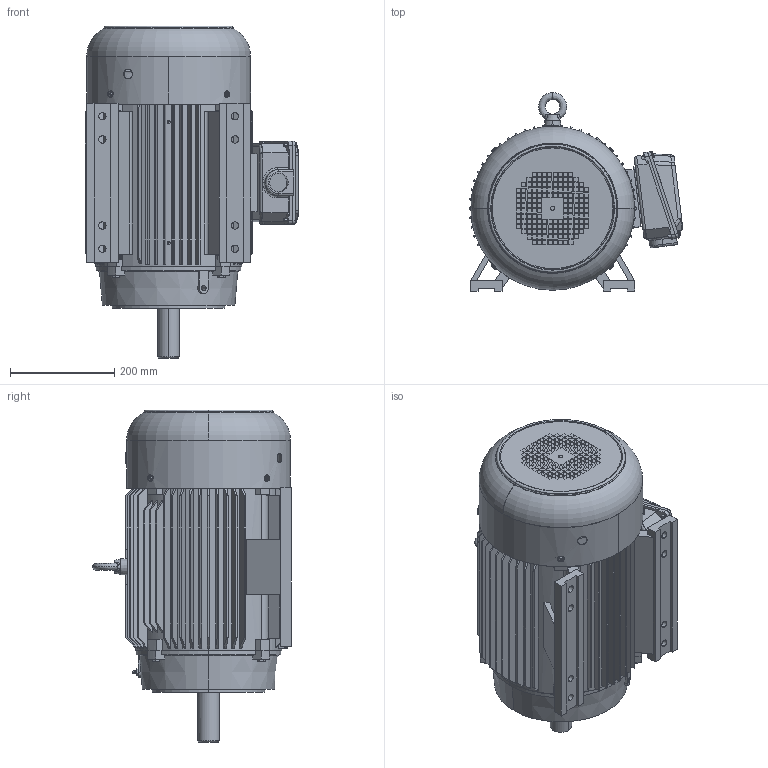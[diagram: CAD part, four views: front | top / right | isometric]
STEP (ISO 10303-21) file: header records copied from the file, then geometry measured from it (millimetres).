
FILE_DESCRIPTION (( 'STEP AP214' ), '1' );
FILE_NAME ('PEWWE-256TC.STEP', '2018-07-17T22:00:21', ( '' ), ( '' ), 'SwSTEP 2.0', 'SolidWorks 2017', '' );
FILE_SCHEMA (( 'AUTOMOTIVE_DESIGN' ));
Length unit declared in the file: inch
Products named in the file (1): PEWWE-256TC
Bounding box: 409.61 x 380.6 x 636.5 mm (x, y, z)
Volume: 10368701.2 mm3; surface area: 2309612.6 mm2
Topology: 27 solids, 27 shells, 2295 faces, 5780 edges, 3770 vertices
Faces by surface type: plane 1379, cylinder 479, cone 207, torus 161, bspline 67, sphere 2
Entity records: 84436 total; most frequent: CARTESIAN_POINT 30003, ORIENTED_EDGE 11548, DIRECTION 10419, EDGE_CURVE 5774, VERTEX_POINT 3767, AXIS2_PLACEMENT_3D 3531, LINE 3357, VECTOR 3357
